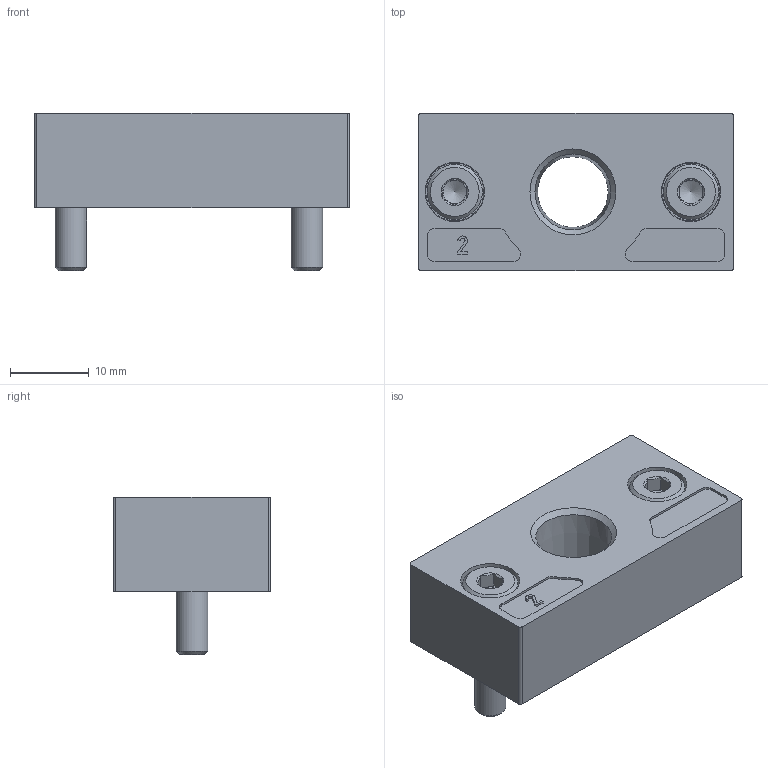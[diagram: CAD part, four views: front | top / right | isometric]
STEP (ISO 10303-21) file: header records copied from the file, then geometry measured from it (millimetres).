
FILE_DESCRIPTION(/* description */ ('STEP AP214'),/* implementation_level */ '2;1');
FILE_NAME(/* name */ '546521_PBL-1_8-D-MINI-R-NPT',/* time_stamp */ '2024-09-13T16:17:58+02:00',/* author */ ('License CC BY-ND 4.0'),/* organization */ ('CADENAS'),/* preprocessor_version */ 'ST-DEVELOPER v19.3',/* originating_system */ 'PARTsolutions',/* authorisation */ ' ');
FILE_SCHEMA (('AUTOMOTIVE_DESIGN {1 0 10303 214 3 1 1}'));
Length unit declared in the file: millimetre
Products named in the file (3): 546521 PBL-1/8-D-MINI-R-NPT; 679798 PBL-1/8-D-MINI-R-NPT--P1; DIN-912 - M4x16(F)
Assembly tree (3 placements, depth 2):
  546521 PBL-1/8-D-MINI-R-NPT
    679798 PBL-1/8-D-MINI-R-NPT--P1
    DIN-912 - M4x16(F)  x2
Bounding box: 40 x 20 x 20 mm (x, y, z)
Volume: 8641.4 mm3; surface area: 4549.8 mm2
Topology: 3 solids, 3 shells, 109 faces, 236 edges, 140 vertices
Faces by surface type: plane 54, cone 33, cylinder 22
Full cylindrical faces by diameter (mm): 3.242 x2, 4 x2, 7 x2
Entity records: 2249 total; most frequent: DIRECTION 395, CARTESIAN_POINT 383, ORIENTED_EDGE 322, EDGE_CURVE 161, AXIS2_PLACEMENT_3D 155, FACE_BOUND 116, VERTEX_POINT 113, EDGE_LOOP 113
